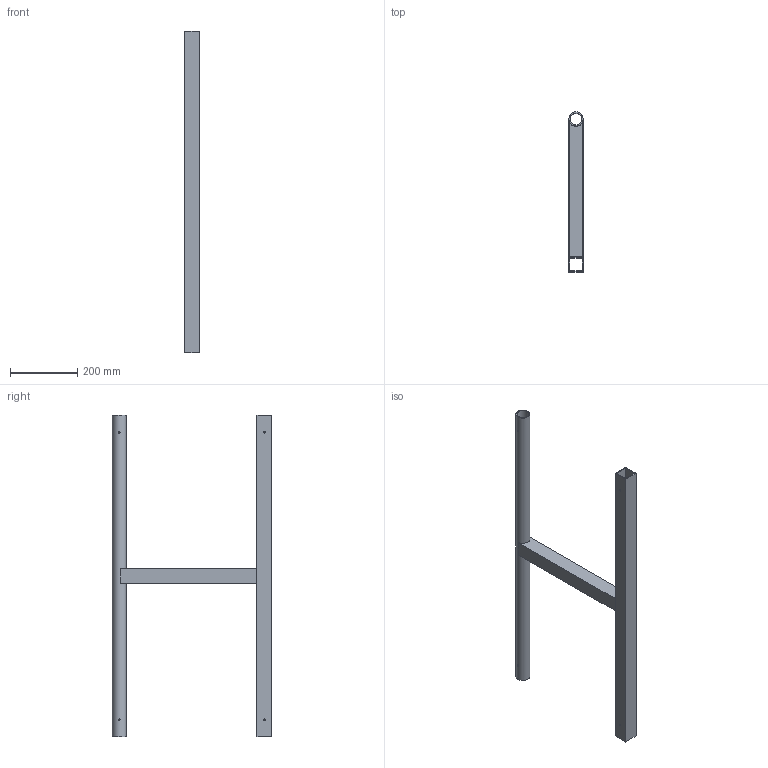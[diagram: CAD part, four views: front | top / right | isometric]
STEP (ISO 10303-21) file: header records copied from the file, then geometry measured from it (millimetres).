
FILE_DESCRIPTION(/* description */ (''),/* implementation_level */ '2;1');
FILE_NAME(/* name */ 'GE-18053.iam.stp',/* time_stamp */ '2018-01-01T11:22:50-08:00',/* author */ ('PhillipD'),/* organization */ (''),/* preprocessor_version */ 'ST-DEVELOPER v16.13',/* originating_system */ 'Autodesk Inventor 2018',/* authorisation */ '');
FILE_SCHEMA (('AUTOMOTIVE_DESIGN { 1 0 10303 214 3 1 1 }'));
Length unit declared in the file: inch
Products named in the file (4): GE-18053; GE-18053-01; GE-18053-02; GE-18053-03
Assembly tree (3 placements, depth 2):
  GE-18053
    GE-18053-01
    GE-18053-02
    GE-18053-03
Bounding box: 44.45 x 476.25 x 958.85 mm (x, y, z)
Volume: 1125083.8 mm3; surface area: 684424.9 mm2
Topology: 3 solids, 3 shells, 34 faces, 88 edges, 60 vertices
Faces by surface type: plane 23, cylinder 11
Full cylindrical faces by diameter (mm): 4.978 x8, 35.052 x1, 42.164 x1
Entity records: 1465 total; most frequent: CARTESIAN_POINT 435, DIRECTION 164, ORIENTED_EDGE 148, EDGE_CURVE 74, EDGE_LOOP 66, AXIS2_PLACEMENT_3D 57, VERTEX_POINT 56, LINE 50
